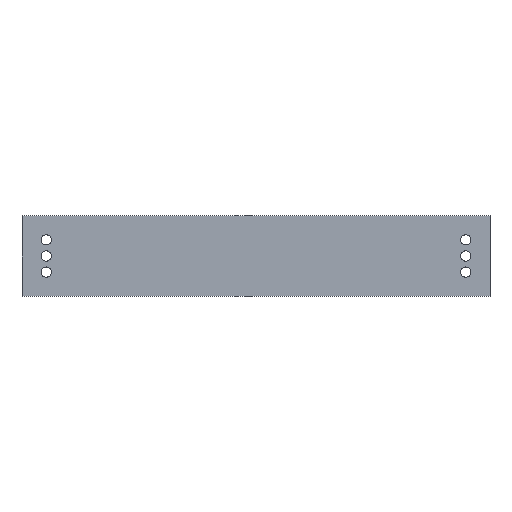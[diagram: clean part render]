
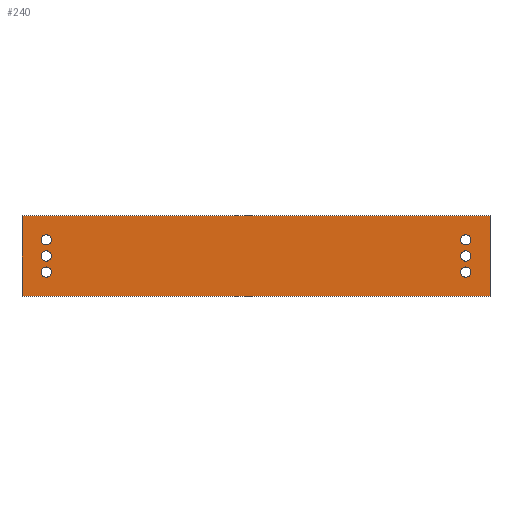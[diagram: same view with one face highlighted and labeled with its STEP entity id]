
A CAD part, top view. The second image highlights one B-rep face of the part: STEP entity #240.
In plain terms, the highlighted planar face has unit normal (0, 0, 1).
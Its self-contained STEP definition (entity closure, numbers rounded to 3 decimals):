
#15=FACE_BOUND('',#53,.T.);
#16=FACE_BOUND('',#54,.T.);
#17=FACE_BOUND('',#55,.T.);
#18=FACE_BOUND('',#56,.T.);
#19=FACE_BOUND('',#57,.T.);
#20=FACE_BOUND('',#58,.T.);
#28=PLANE('',#278);
#40=FACE_OUTER_BOUND('',#52,.T.);
#52=EDGE_LOOP('',(#195,#196,#197,#198));
#53=EDGE_LOOP('',(#199));
#54=EDGE_LOOP('',(#200));
#55=EDGE_LOOP('',(#201));
#56=EDGE_LOOP('',(#202));
#57=EDGE_LOOP('',(#203));
#58=EDGE_LOOP('',(#204));
#77=LINE('',#395,#95);
#79=LINE('',#399,#97);
#80=LINE('',#401,#98);
#81=LINE('',#402,#99);
#95=VECTOR('',#331,10.);
#97=VECTOR('',#335,10.);
#98=VECTOR('',#336,10.);
#99=VECTOR('',#337,10.);
#105=CIRCLE('',#260,2.55);
#107=CIRCLE('',#263,2.55);
#109=CIRCLE('',#266,2.55);
#111=CIRCLE('',#269,2.55);
#113=CIRCLE('',#272,2.55);
#115=CIRCLE('',#275,2.55);
#117=VERTEX_POINT('',#353);
#119=VERTEX_POINT('',#359);
#121=VERTEX_POINT('',#365);
#123=VERTEX_POINT('',#371);
#125=VERTEX_POINT('',#377);
#127=VERTEX_POINT('',#383);
#131=VERTEX_POINT('',#392);
#132=VERTEX_POINT('',#394);
#133=VERTEX_POINT('',#398);
#134=VERTEX_POINT('',#400);
#137=EDGE_CURVE('',#117,#117,#105,.T.);
#140=EDGE_CURVE('',#119,#119,#107,.T.);
#143=EDGE_CURVE('',#121,#121,#109,.T.);
#146=EDGE_CURVE('',#123,#123,#111,.T.);
#149=EDGE_CURVE('',#125,#125,#113,.T.);
#152=EDGE_CURVE('',#127,#127,#115,.T.);
#157=EDGE_CURVE('',#132,#131,#77,.T.);
#159=EDGE_CURVE('',#132,#133,#79,.T.);
#160=EDGE_CURVE('',#134,#131,#80,.T.);
#161=EDGE_CURVE('',#133,#134,#81,.T.);
#195=ORIENTED_EDGE('',*,*,#159,.F.);
#196=ORIENTED_EDGE('',*,*,#157,.T.);
#197=ORIENTED_EDGE('',*,*,#160,.F.);
#198=ORIENTED_EDGE('',*,*,#161,.F.);
#199=ORIENTED_EDGE('',*,*,#152,.T.);
#200=ORIENTED_EDGE('',*,*,#149,.T.);
#201=ORIENTED_EDGE('',*,*,#146,.T.);
#202=ORIENTED_EDGE('',*,*,#143,.T.);
#203=ORIENTED_EDGE('',*,*,#140,.T.);
#204=ORIENTED_EDGE('',*,*,#137,.T.);
#240=ADVANCED_FACE('',(#40,#15,#16,#17,#18,#19,#20),#28,.T.);
#260=AXIS2_PLACEMENT_3D('',#354,#287,#288);
#263=AXIS2_PLACEMENT_3D('',#360,#294,#295);
#266=AXIS2_PLACEMENT_3D('',#366,#301,#302);
#269=AXIS2_PLACEMENT_3D('',#372,#308,#309);
#272=AXIS2_PLACEMENT_3D('',#378,#315,#316);
#275=AXIS2_PLACEMENT_3D('',#384,#322,#323);
#278=AXIS2_PLACEMENT_3D('',#397,#333,#334);
#287=DIRECTION('center_axis',(0.,0.,-1.));
#288=DIRECTION('ref_axis',(1.,0.,0.));
#294=DIRECTION('center_axis',(0.,0.,-1.));
#295=DIRECTION('ref_axis',(1.,0.,0.));
#301=DIRECTION('center_axis',(0.,0.,-1.));
#302=DIRECTION('ref_axis',(1.,0.,0.));
#308=DIRECTION('center_axis',(0.,0.,-1.));
#309=DIRECTION('ref_axis',(1.,0.,0.));
#315=DIRECTION('center_axis',(0.,0.,-1.));
#316=DIRECTION('ref_axis',(1.,0.,0.));
#322=DIRECTION('center_axis',(0.,0.,-1.));
#323=DIRECTION('ref_axis',(1.,0.,0.));
#331=DIRECTION('',(0.,1.,0.));
#333=DIRECTION('center_axis',(0.,0.,1.));
#334=DIRECTION('ref_axis',(1.,0.,0.));
#335=DIRECTION('',(-1.,0.,0.));
#336=DIRECTION('',(1.,0.,0.));
#337=DIRECTION('',(0.,1.,0.));
#353=CARTESIAN_POINT('',(101.45,8.,4.));
#354=CARTESIAN_POINT('Origin',(104.,8.,4.));
#359=CARTESIAN_POINT('',(101.45,0.,4.));
#360=CARTESIAN_POINT('Origin',(104.,0.,4.));
#365=CARTESIAN_POINT('',(101.45,-8.,4.));
#366=CARTESIAN_POINT('Origin',(104.,-8.,4.));
#371=CARTESIAN_POINT('',(-106.55,8.,4.));
#372=CARTESIAN_POINT('Origin',(-104.,8.,4.));
#377=CARTESIAN_POINT('',(-106.55,0.,4.));
#378=CARTESIAN_POINT('Origin',(-104.,0.,4.));
#383=CARTESIAN_POINT('',(-106.55,-8.,4.));
#384=CARTESIAN_POINT('Origin',(-104.,-8.,4.));
#392=CARTESIAN_POINT('',(116.,20.,4.));
#394=CARTESIAN_POINT('',(116.,-20.,4.));
#395=CARTESIAN_POINT('',(116.,0.,4.));
#397=CARTESIAN_POINT('Origin',(0.,0.,
4.));
#398=CARTESIAN_POINT('',(-116.,-20.,4.));
#399=CARTESIAN_POINT('',(0.,-20.,4.));
#400=CARTESIAN_POINT('',(-116.,20.,4.));
#401=CARTESIAN_POINT('',(0.,20.,4.));
#402=CARTESIAN_POINT('',(-116.,0.,4.));
